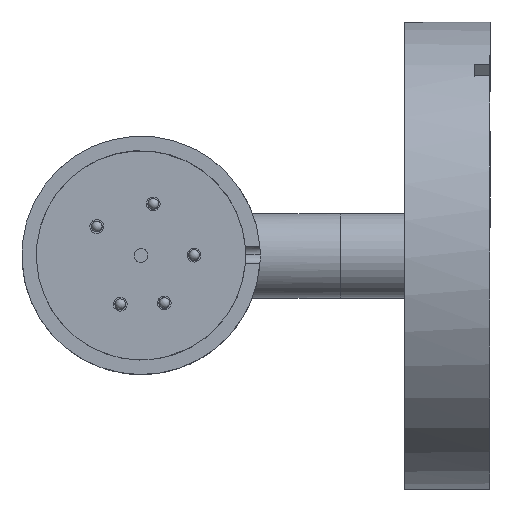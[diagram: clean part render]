
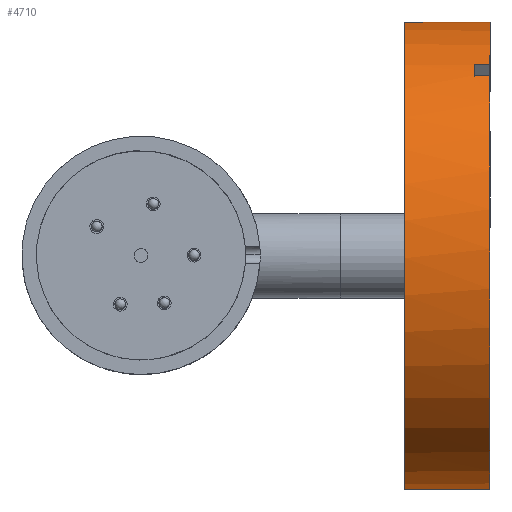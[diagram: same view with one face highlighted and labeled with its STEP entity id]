
A CAD part, top view. The second image highlights one B-rep face of the part: STEP entity #4710.
In plain terms, the highlighted cylindrical face has radius 34.925 mm (diameter 69.85 mm), a full revolution.
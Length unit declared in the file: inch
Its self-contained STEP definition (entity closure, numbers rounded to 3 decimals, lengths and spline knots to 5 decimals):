
#104 = AXIS2_PLACEMENT_3D ( 'NONE', #671, #1101, #4353 ) ;
#157 = DIRECTION ( 'NONE',  ( 0., 0.608, -0.794 ) ) ;
#165 = VERTEX_POINT ( 'NONE', #1183 ) ;
#204 = EDGE_CURVE ( 'NONE', #915, #2229, #2034, .T. ) ;
#303 = DIRECTION ( 'NONE',  ( 1., 0., 0. ) ) ;
#341 = CARTESIAN_POINT ( 'NONE',  ( 2.05, 0., 1.43 ) ) ;
#575 = VERTEX_POINT ( 'NONE', #4417 ) ;
#634 = ORIENTED_EDGE ( 'NONE', *, *, #5946, .T. ) ;
#671 = CARTESIAN_POINT ( 'NONE',  ( 1.55, 0., 1.43 ) ) ;
#695 = CARTESIAN_POINT ( 'NONE',  ( 2.05, -1.06012, 0.55435 ) ) ;
#804 = AXIS2_PLACEMENT_3D ( 'NONE', #3128, #5051, #2014 ) ;
#846 = DIRECTION ( 'NONE',  ( 0., 0.608, -0.794 ) ) ;
#860 = CARTESIAN_POINT ( 'NONE',  ( 2.05, 1.06012, 2.30565 ) ) ;
#861 = CARTESIAN_POINT ( 'NONE',  ( 1.9585, 0., 1.43 ) ) ;
#915 = VERTEX_POINT ( 'NONE', #1378 ) ;
#941 = CARTESIAN_POINT ( 'NONE',  ( 1.9585, 0., 1.43 ) ) ;
#1034 = CARTESIAN_POINT ( 'NONE',  ( 2.05, 1.12096, 2.22629 ) ) ;
#1101 = DIRECTION ( 'NONE',  ( 1., 0., 0. ) ) ;
#1120 = CARTESIAN_POINT ( 'NONE',  ( 1.9585, 1.12096, 2.22629 ) ) ;
#1157 = ORIENTED_EDGE ( 'NONE', *, *, #4506, .T. ) ;
#1183 = CARTESIAN_POINT ( 'NONE',  ( 1.9585, -1.06012, 0.55435 ) ) ;
#1188 = CYLINDRICAL_SURFACE ( 'NONE', #1616, 1.375 ) ;
#1190 = DIRECTION ( 'NONE',  ( -1., 0., 0. ) ) ;
#1193 = LINE ( 'NONE', #2142, #1240 ) ;
#1240 = VECTOR ( 'NONE', #5414, 39.37008 ) ;
#1378 = CARTESIAN_POINT ( 'NONE',  ( 1.9585, 1.06012, 2.30565 ) ) ;
#1383 = ORIENTED_EDGE ( 'NONE', *, *, #3874, .T. ) ;
#1437 = FACE_OUTER_BOUND ( 'NONE', #4556, .T. ) ;
#1454 = FACE_OUTER_BOUND ( 'NONE', #4649, .T. ) ;
#1458 = CARTESIAN_POINT ( 'NONE',  ( 2.05, -1.06012, 0.55435 ) ) ;
#1552 = ORIENTED_EDGE ( 'NONE', *, *, #204, .T. ) ;
#1590 = ORIENTED_EDGE ( 'NONE', *, *, #4795, .T. ) ;
#1616 = AXIS2_PLACEMENT_3D ( 'NONE', #4554, #5491, #6012 ) ;
#1638 = ORIENTED_EDGE ( 'NONE', *, *, #3460, .T. ) ;
#1847 = VERTEX_POINT ( 'NONE', #1458 ) ;
#1922 = DIRECTION ( 'NONE',  ( 1., 0., 0. ) ) ;
#2014 = DIRECTION ( 'NONE',  ( 0., -0.608, 0.794 ) ) ;
#2034 = CIRCLE ( 'NONE', #2072, 1.375 ) ;
#2072 = AXIS2_PLACEMENT_3D ( 'NONE', #861, #2873, #846 ) ;
#2075 = LINE ( 'NONE', #4405, #2128 ) ;
#2128 = VECTOR ( 'NONE', #3660, 39.37008 ) ;
#2142 = CARTESIAN_POINT ( 'NONE',  ( 2.05, 1.06012, 2.30565 ) ) ;
#2229 = VERTEX_POINT ( 'NONE', #1120 ) ;
#2630 = AXIS2_PLACEMENT_3D ( 'NONE', #341, #303, #2964 ) ;
#2824 = AXIS2_PLACEMENT_3D ( 'NONE', #941, #1190, #157 ) ;
#2873 = DIRECTION ( 'NONE',  ( -1., 0., 0. ) ) ;
#2964 = DIRECTION ( 'NONE',  ( 0., -0.608, 0.794 ) ) ;
#2974 = ORIENTED_EDGE ( 'NONE', *, *, #3562, .F. ) ;
#3128 = CARTESIAN_POINT ( 'NONE',  ( 2.05, 0., 1.43 ) ) ;
#3238 = VERTEX_POINT ( 'NONE', #3698 ) ;
#3460 = EDGE_CURVE ( 'NONE', #2229, #3552, #3557, .T. ) ;
#3552 = VERTEX_POINT ( 'NONE', #3826 ) ;
#3557 = LINE ( 'NONE', #1034, #4295 ) ;
#3562 = EDGE_CURVE ( 'NONE', #1847, #3552, #4515, .T. ) ;
#3660 = DIRECTION ( 'NONE',  ( 1., 0., 0. ) ) ;
#3698 = CARTESIAN_POINT ( 'NONE',  ( 1.55, -0.83652, 2.52126 ) ) ;
#3719 = CIRCLE ( 'NONE', #104, 1.375 ) ;
#3775 = LINE ( 'NONE', #695, #3786 ) ;
#3786 = VECTOR ( 'NONE', #5865, 39.37008 ) ;
#3793 = CIRCLE ( 'NONE', #2630, 1.375 ) ;
#3826 = CARTESIAN_POINT ( 'NONE',  ( 2.05, 1.12096, 2.22629 ) ) ;
#3868 = CIRCLE ( 'NONE', #2824, 1.375 ) ;
#3874 = EDGE_CURVE ( 'NONE', #165, #4832, #3868, .T. ) ;
#3990 = CARTESIAN_POINT ( 'NONE',  ( 1.9585, -1.12096, 0.63371 ) ) ;
#4155 = ORIENTED_EDGE ( 'NONE', *, *, #4267, .T. ) ;
#4267 = EDGE_CURVE ( 'NONE', #3238, #3238, #3719, .T. ) ;
#4295 = VECTOR ( 'NONE', #1922, 39.37008 ) ;
#4344 = ORIENTED_EDGE ( 'NONE', *, *, #5949, .F. ) ;
#4353 = DIRECTION ( 'NONE',  ( 0., -0.608, 0.794 ) ) ;
#4405 = CARTESIAN_POINT ( 'NONE',  ( 2.05, -1.12096, 0.63371 ) ) ;
#4417 = CARTESIAN_POINT ( 'NONE',  ( 2.05, -1.12096, 0.63371 ) ) ;
#4506 = EDGE_CURVE ( 'NONE', #4832, #575, #2075, .T. ) ;
#4515 = CIRCLE ( 'NONE', #804, 1.375 ) ;
#4549 = VERTEX_POINT ( 'NONE', #860 ) ;
#4554 = CARTESIAN_POINT ( 'NONE',  ( 2.05, 0., 1.43 ) ) ;
#4556 = EDGE_LOOP ( 'NONE', ( #1383, #1157, #4344, #1590, #1552, #1638, #2974, #634 ) ) ;
#4649 = EDGE_LOOP ( 'NONE', ( #4155 ) ) ;
#4710 = ADVANCED_FACE ( 'NONE', ( #1437, #1454 ), #1188, .T. ) ;
#4795 = EDGE_CURVE ( 'NONE', #4549, #915, #1193, .T. ) ;
#4832 = VERTEX_POINT ( 'NONE', #3990 ) ;
#5051 = DIRECTION ( 'NONE',  ( 1., 0., 0. ) ) ;
#5414 = DIRECTION ( 'NONE',  ( -1., 0., 0. ) ) ;
#5491 = DIRECTION ( 'NONE',  ( -1., 0., 0. ) ) ;
#5865 = DIRECTION ( 'NONE',  ( -1., 0., 0. ) ) ;
#5946 = EDGE_CURVE ( 'NONE', #1847, #165, #3775, .T. ) ;
#5949 = EDGE_CURVE ( 'NONE', #4549, #575, #3793, .T. ) ;
#6012 = DIRECTION ( 'NONE',  ( 0., 0.608, -0.794 ) ) ;
